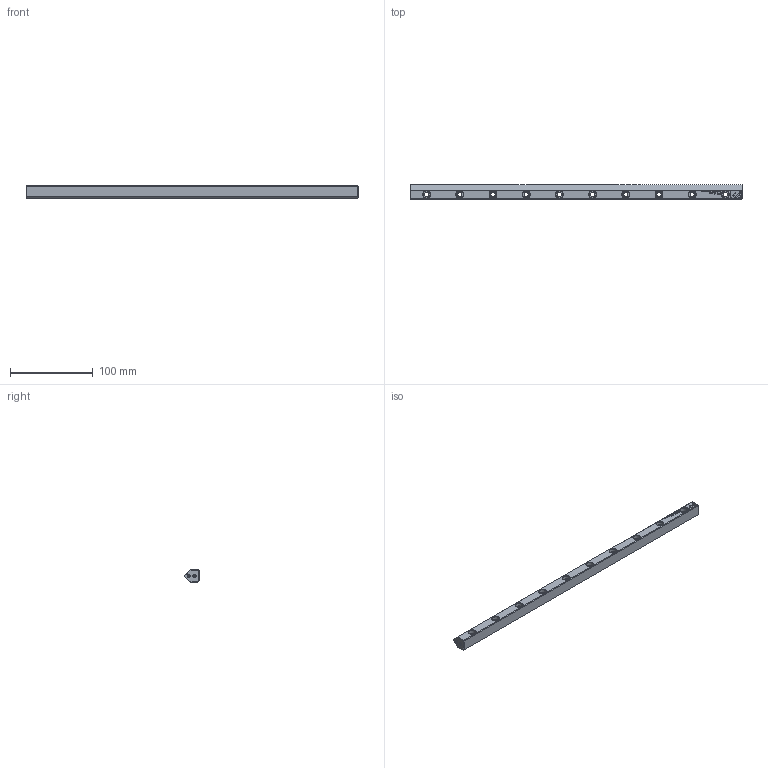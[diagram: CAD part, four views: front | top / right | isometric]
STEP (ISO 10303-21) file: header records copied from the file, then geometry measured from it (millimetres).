
FILE_DESCRIPTION(/* description */ (''),/* implementation_level */ '2;1');
FILE_NAME(/* name */ 'Rail V-3015x400.stp',/* time_stamp */ '2025-01-29T12:51:27+01:00',/* author */ (''),/* organization */ (''),/* preprocessor_version */ 'ST-DEVELOPER v16.7',/* originating_system */ 'SIEMENS PLM Software NX 12.0',/* authorisation */ '');
FILE_SCHEMA (('AUTOMOTIVE_DESIGN { 1 0 10303 214 3 1 1 1 }'));
Length unit declared in the file: millimetre
Products named in the file (1): Rail V-3015x400_step_stp
Bounding box: 400 x 17 x 15 mm (x, y, z)
Volume: 79499.2 mm3; surface area: 25222.1 mm2
Topology: 1 solids, 1 shells, 367 faces, 948 edges, 626 vertices
Faces by surface type: plane 225, bspline 90, cone 28, cylinder 24
Full cylindrical faces by diameter (mm): 2.5 x4, 5.25 x10, 8.5 x10
Entity records: 13272 total; most frequent: CARTESIAN_POINT 3108, ORIENTED_EDGE 1764, DIRECTION 1330, EDGE_CURVE 882, LINE 630, VECTOR 630, VERTEX_POINT 616, EDGE_LOOP 482
